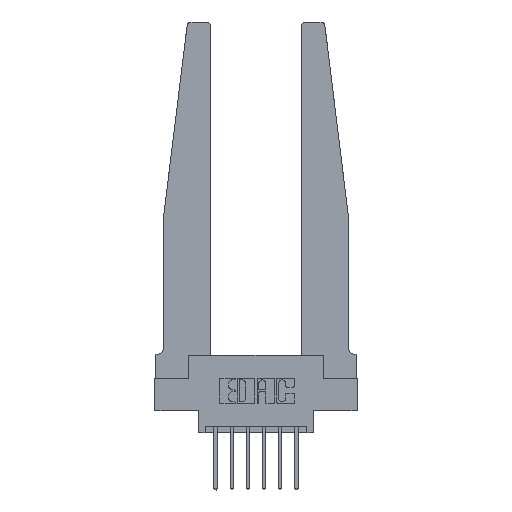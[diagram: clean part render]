
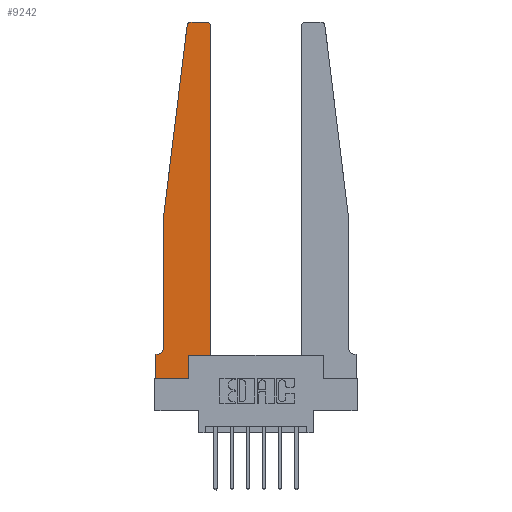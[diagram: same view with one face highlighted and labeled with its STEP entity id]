
A CAD part, top view. The second image highlights one B-rep face of the part: STEP entity #9242.
In plain terms, the highlighted planar face has unit normal (0, 0, 1).
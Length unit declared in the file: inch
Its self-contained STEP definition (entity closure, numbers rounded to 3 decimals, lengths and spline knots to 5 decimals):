
#119 = EDGE_CURVE ( 'NONE', #7986, #8687, #1642, .T. ) ;
#214 = LINE ( 'NONE', #8949, #11144 ) ;
#245 = VECTOR ( 'NONE', #7218, 39.37008 ) ;
#266 = EDGE_CURVE ( 'NONE', #5498, #2348, #8095, .T. ) ;
#346 = ORIENTED_EDGE ( 'NONE', *, *, #1387, .T. ) ;
#448 = ORIENTED_EDGE ( 'NONE', *, *, #4772, .T. ) ;
#494 = EDGE_LOOP ( 'NONE', ( #8631, #2120, #7772, #13510, #346, #9628, #1370, #11134, #8328, #448, #4726, #12826 ) ) ;
#519 = CARTESIAN_POINT ( 'NONE',  ( 0.425, 0.18, 0.37 ) ) ;
#570 = DIRECTION ( 'NONE',  ( 0., 0., 1. ) ) ;
#1280 = PLANE ( 'NONE',  #11394 ) ;
#1370 = ORIENTED_EDGE ( 'NONE', *, *, #3910, .T. ) ;
#1387 = EDGE_CURVE ( 'NONE', #2348, #2983, #12661, .T. ) ;
#1576 = LINE ( 'NONE', #8867, #12152 ) ;
#1642 = LINE ( 'NONE', #9208, #2283 ) ;
#1704 = CARTESIAN_POINT ( 'NONE',  ( 0.425, 0.18, 0.37 ) ) ;
#1913 = CIRCLE ( 'NONE', #6399, 0.03 ) ;
#1921 = CARTESIAN_POINT ( 'NONE',  ( 0.065, 1.25, 0.37 ) ) ;
#2120 = ORIENTED_EDGE ( 'NONE', *, *, #3585, .T. ) ;
#2283 = VECTOR ( 'NONE', #8845, 39.37008 ) ;
#2336 = DIRECTION ( 'NONE',  ( 0., 0., 1. ) ) ;
#2348 = VERTEX_POINT ( 'NONE', #7383 ) ;
#2458 = LINE ( 'NONE', #519, #13370 ) ;
#2464 = CARTESIAN_POINT ( 'NONE',  ( 0.2605, 0., 0.37 ) ) ;
#2620 = EDGE_CURVE ( 'NONE', #4117, #11612, #1576, .T. ) ;
#2844 = VECTOR ( 'NONE', #9913, 39.37008 ) ;
#2983 = VERTEX_POINT ( 'NONE', #10454 ) ;
#3095 = FACE_OUTER_BOUND ( 'NONE', #494, .T. ) ;
#3351 = DIRECTION ( 'NONE',  ( 0., 0., -1. ) ) ;
#3546 = CARTESIAN_POINT ( 'NONE',  ( 0.065, 1.25, 0.37 ) ) ;
#3585 = EDGE_CURVE ( 'NONE', #8687, #8058, #1913, .T. ) ;
#3665 = VERTEX_POINT ( 'NONE', #1704 ) ;
#3718 = LINE ( 'NONE', #11065, #9036 ) ;
#3734 = CARTESIAN_POINT ( 'NONE',  ( 0.27653, 2.72, 0.37 ) ) ;
#3775 = EDGE_CURVE ( 'NONE', #8058, #5498, #5902, .T. ) ;
#3812 = CARTESIAN_POINT ( 'NONE',  ( 0., 0.1875, 0.37 ) ) ;
#3818 = CARTESIAN_POINT ( 'NONE',  ( 0.425, 2.72, 0.37 ) ) ;
#3910 = EDGE_CURVE ( 'NONE', #13334, #10192, #10191, .T. ) ;
#4117 = VERTEX_POINT ( 'NONE', #2464 ) ;
#4218 = EDGE_CURVE ( 'NONE', #10192, #4117, #3718, .T. ) ;
#4440 = CARTESIAN_POINT ( 'NONE',  ( 0., 0.1875, 0.37 ) ) ;
#4503 = CARTESIAN_POINT ( 'NONE',  ( 0.395, 2.75, 0.37 ) ) ;
#4726 = ORIENTED_EDGE ( 'NONE', *, *, #8805, .T. ) ;
#4743 = DIRECTION ( 'NONE',  ( 1., 0., 0. ) ) ;
#4764 = CARTESIAN_POINT ( 'NONE',  ( 0.2605, 0.18, 0.37 ) ) ;
#4772 = EDGE_CURVE ( 'NONE', #11612, #3665, #214, .T. ) ;
#4823 = DIRECTION ( 'NONE',  ( 1., 0., 0. ) ) ;
#4825 = DIRECTION ( 'NONE',  ( 0., -1., 0. ) ) ;
#4955 = VECTOR ( 'NONE', #4825, 39.37008 ) ;
#5174 = DIRECTION ( 'NONE',  ( 0., -1., 0. ) ) ;
#5498 = VERTEX_POINT ( 'NONE', #10078 ) ;
#5541 = VERTEX_POINT ( 'NONE', #3818 ) ;
#5902 = LINE ( 'NONE', #1921, #245 ) ;
#6399 = AXIS2_PLACEMENT_3D ( 'NONE', #3734, #11124, #4823 ) ;
#6425 = EDGE_CURVE ( 'NONE', #2983, #13334, #12761, .T. ) ;
#6732 = CARTESIAN_POINT ( 'NONE',  ( 0.065, 0.1875, 0.37 ) ) ;
#6926 = CARTESIAN_POINT ( 'NONE',  ( 0.395, 2.72, 0.37 ) ) ;
#7218 = DIRECTION ( 'NONE',  ( -0.122, -0.992, 0. ) ) ;
#7383 = CARTESIAN_POINT ( 'NONE',  ( 0.065, 0.2375, 0.37 ) ) ;
#7559 = CARTESIAN_POINT ( 'NONE',  ( 0.27653, 2.75, 0.37 ) ) ;
#7622 = CIRCLE ( 'NONE', #7962, 0.03 ) ;
#7756 = DIRECTION ( 'NONE',  ( 0., 1., 0. ) ) ;
#7772 = ORIENTED_EDGE ( 'NONE', *, *, #3775, .T. ) ;
#7962 = AXIS2_PLACEMENT_3D ( 'NONE', #6926, #570, #7974 ) ;
#7974 = DIRECTION ( 'NONE',  ( 1., 0., 0. ) ) ;
#7986 = VERTEX_POINT ( 'NONE', #4503 ) ;
#8058 = VERTEX_POINT ( 'NONE', #9916 ) ;
#8095 = LINE ( 'NONE', #3546, #4955 ) ;
#8146 = EDGE_CURVE ( 'NONE', #5541, #7986, #7622, .T. ) ;
#8328 = ORIENTED_EDGE ( 'NONE', *, *, #2620, .T. ) ;
#8333 = CARTESIAN_POINT ( 'NONE',  ( 0., 0., 0.37 ) ) ;
#8631 = ORIENTED_EDGE ( 'NONE', *, *, #119, .T. ) ;
#8687 = VERTEX_POINT ( 'NONE', #7559 ) ;
#8805 = EDGE_CURVE ( 'NONE', #3665, #5541, #2458, .T. ) ;
#8845 = DIRECTION ( 'NONE',  ( -1., 0., 0. ) ) ;
#8867 = CARTESIAN_POINT ( 'NONE',  ( 0.2605, 0.18, 0.37 ) ) ;
#8949 = CARTESIAN_POINT ( 'NONE',  ( 0.425, 0.18, 0.37 ) ) ;
#9036 = VECTOR ( 'NONE', #12124, 39.37008 ) ;
#9208 = CARTESIAN_POINT ( 'NONE',  ( 0.25, 2.75, 0.37 ) ) ;
#9242 = ADVANCED_FACE ( 'NONE', ( #3095 ), #1280, .T. ) ;
#9628 = ORIENTED_EDGE ( 'NONE', *, *, #6425, .T. ) ;
#9722 = CARTESIAN_POINT ( 'NONE',  ( 0.015, 0.2375, 0.37 ) ) ;
#9761 = DIRECTION ( 'NONE',  ( 1., 0., 0. ) ) ;
#9913 = DIRECTION ( 'NONE',  ( -1., 0., 0. ) ) ;
#9916 = CARTESIAN_POINT ( 'NONE',  ( 0.24675, 2.72367, 0.37 ) ) ;
#10055 = DIRECTION ( 'NONE',  ( 0., 1., 0. ) ) ;
#10078 = CARTESIAN_POINT ( 'NONE',  ( 0.065, 1.25, 0.37 ) ) ;
#10191 = LINE ( 'NONE', #10519, #12639 ) ;
#10192 = VERTEX_POINT ( 'NONE', #8333 ) ;
#10454 = CARTESIAN_POINT ( 'NONE',  ( 0.015, 0.1875, 0.37 ) ) ;
#10519 = CARTESIAN_POINT ( 'NONE',  ( 0., 0., 0.37 ) ) ;
#10765 = DIRECTION ( 'NONE',  ( -1., 0., 0. ) ) ;
#11065 = CARTESIAN_POINT ( 'NONE',  ( 0., 0., 0.37 ) ) ;
#11124 = DIRECTION ( 'NONE',  ( 0., 0., 1. ) ) ;
#11134 = ORIENTED_EDGE ( 'NONE', *, *, #4218, .T. ) ;
#11144 = VECTOR ( 'NONE', #4743, 39.37008 ) ;
#11394 = AXIS2_PLACEMENT_3D ( 'NONE', #4440, #2336, #9761 ) ;
#11612 = VERTEX_POINT ( 'NONE', #4764 ) ;
#12124 = DIRECTION ( 'NONE',  ( 1., 0., 0. ) ) ;
#12152 = VECTOR ( 'NONE', #7756, 39.37008 ) ;
#12476 = AXIS2_PLACEMENT_3D ( 'NONE', #9722, #3351, #10765 ) ;
#12639 = VECTOR ( 'NONE', #5174, 39.37008 ) ;
#12661 = CIRCLE ( 'NONE', #12476, 0.05 ) ;
#12761 = LINE ( 'NONE', #6732, #2844 ) ;
#12826 = ORIENTED_EDGE ( 'NONE', *, *, #8146, .T. ) ;
#13334 = VERTEX_POINT ( 'NONE', #3812 ) ;
#13370 = VECTOR ( 'NONE', #10055, 39.37008 ) ;
#13510 = ORIENTED_EDGE ( 'NONE', *, *, #266, .T. ) ;
